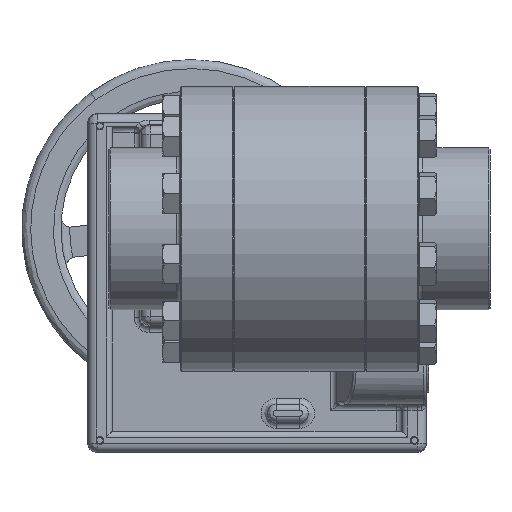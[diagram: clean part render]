
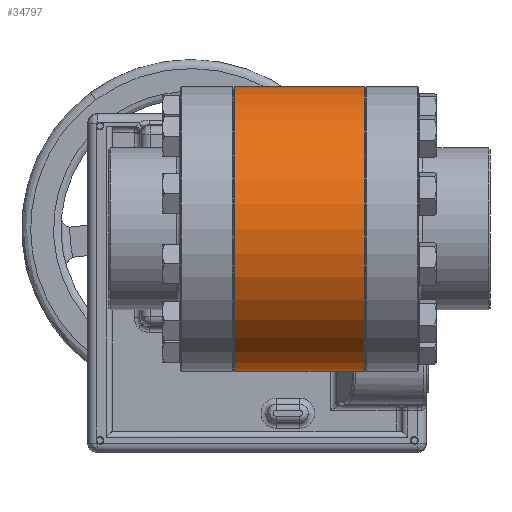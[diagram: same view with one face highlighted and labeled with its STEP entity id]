
A CAD part, front view. The second image highlights one B-rep face of the part: STEP entity #34797.
In plain terms, the highlighted cylindrical face has radius 74.803 mm (diameter 149.606 mm), a partial arc.
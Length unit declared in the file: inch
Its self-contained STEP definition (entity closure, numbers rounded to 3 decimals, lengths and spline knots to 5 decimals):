
#1332 = FACE_OUTER_BOUND ( 'NONE', #12814, .T. ) ;
#2846 = EDGE_CURVE ( 'NONE', #10340, #33406, #20904, .T. ) ;
#7389 = VECTOR ( 'NONE', #13372, 39.37008 ) ;
#8316 = DIRECTION ( 'NONE',  ( -1., 0., 0. ) ) ;
#8774 = ORIENTED_EDGE ( 'NONE', *, *, #12798, .F. ) ;
#9370 = CIRCLE ( 'NONE', #45809, 2.945 ) ;
#10286 = ORIENTED_EDGE ( 'NONE', *, *, #2846, .T. ) ;
#10340 = VERTEX_POINT ( 'NONE', #20389 ) ;
#11463 = VECTOR ( 'NONE', #17264, 39.37008 ) ;
#11888 = DIRECTION ( 'NONE',  ( 0., 0., 1. ) ) ;
#12095 = ORIENTED_EDGE ( 'NONE', *, *, #42414, .T. ) ;
#12661 = CARTESIAN_POINT ( 'NONE',  ( -1.339, 0., -2.945 ) ) ;
#12798 = EDGE_CURVE ( 'NONE', #33023, #23807, #17996, .T. ) ;
#12814 = EDGE_LOOP ( 'NONE', ( #8774, #12095, #10286, #32109 ) ) ;
#13000 = CARTESIAN_POINT ( 'NONE',  ( -1.339, 0., 0. ) ) ;
#13372 = DIRECTION ( 'NONE',  ( -1., 0., 0. ) ) ;
#13389 = CARTESIAN_POINT ( 'NONE',  ( 1.359, 0., 2.945 ) ) ;
#15274 = DIRECTION ( 'NONE',  ( -1., 0., 0. ) ) ;
#16596 = DIRECTION ( 'NONE',  ( 0., 0., -1. ) ) ;
#17264 = DIRECTION ( 'NONE',  ( -1., 0., 0. ) ) ;
#17861 = AXIS2_PLACEMENT_3D ( 'NONE', #13000, #37944, #16596 ) ;
#17996 = LINE ( 'NONE', #31128, #7389 ) ;
#19176 = CYLINDRICAL_SURFACE ( 'NONE', #40131, 2.945 ) ;
#20389 = CARTESIAN_POINT ( 'NONE',  ( 1.339, 0., 2.945 ) ) ;
#20904 = LINE ( 'NONE', #13389, #11463 ) ;
#22540 = CARTESIAN_POINT ( 'NONE',  ( -1.339, 0., 2.945 ) ) ;
#23807 = VERTEX_POINT ( 'NONE', #12661 ) ;
#26251 = EDGE_CURVE ( 'NONE', #33406, #23807, #44032, .T. ) ;
#31042 = CARTESIAN_POINT ( 'NONE',  ( 1.339, 0., -2.945 ) ) ;
#31128 = CARTESIAN_POINT ( 'NONE',  ( 1.359, 0., -2.945 ) ) ;
#32109 = ORIENTED_EDGE ( 'NONE', *, *, #26251, .T. ) ;
#33023 = VERTEX_POINT ( 'NONE', #31042 ) ;
#33406 = VERTEX_POINT ( 'NONE', #22540 ) ;
#34797 = ADVANCED_FACE ( 'NONE', ( #1332 ), #19176, .T. ) ;
#36645 = CARTESIAN_POINT ( 'NONE',  ( 1.339, 0., 0. ) ) ;
#36829 = CARTESIAN_POINT ( 'NONE',  ( 1.359, 0., 0. ) ) ;
#37944 = DIRECTION ( 'NONE',  ( 1., 0., 0. ) ) ;
#40131 = AXIS2_PLACEMENT_3D ( 'NONE', #36829, #8316, #11888 ) ;
#40215 = DIRECTION ( 'NONE',  ( 0., 0., -1. ) ) ;
#42414 = EDGE_CURVE ( 'NONE', #33023, #10340, #9370, .T. ) ;
#44032 = CIRCLE ( 'NONE', #17861, 2.945 ) ;
#45809 = AXIS2_PLACEMENT_3D ( 'NONE', #36645, #15274, #40215 ) ;
